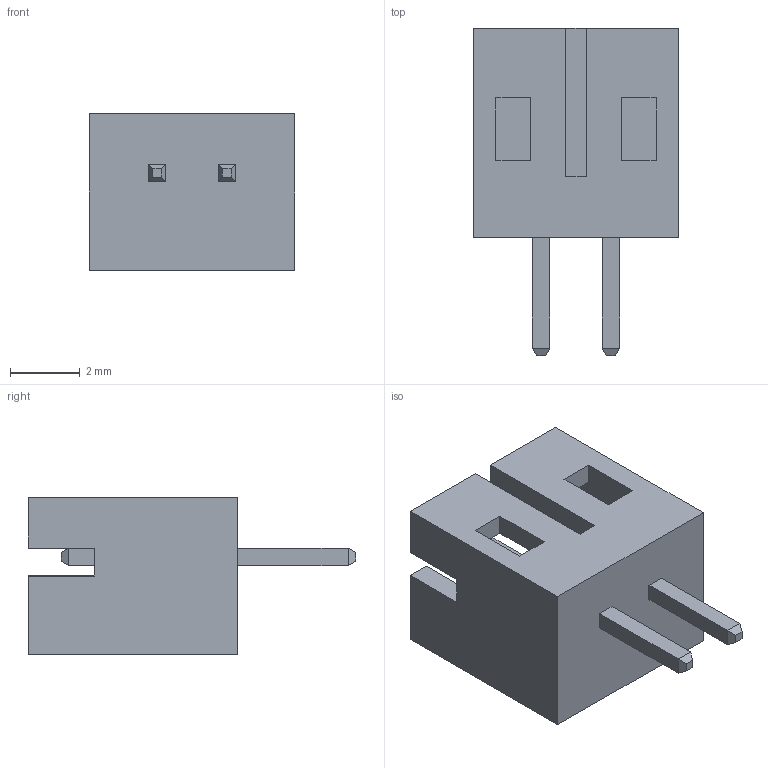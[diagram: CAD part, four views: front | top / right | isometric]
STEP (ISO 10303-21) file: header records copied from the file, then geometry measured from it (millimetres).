
FILE_DESCRIPTION (( 'STEP AP214' ), '1' );
FILE_NAME ('90609788-071C-4351-8A68-7385504FEB98.STEP', '2024-12-27T00:52:21', ( '' ), ( '' ), 'SwSTEP 2.0', 'SolidWorks 2022', '' );
FILE_SCHEMA (( 'AUTOMOTIVE_DESIGN' ));
Length unit declared in the file: millimetre
Products named in the file (1): 90609788-071C-4351-8A68-7385504FEB98
Bounding box: 5.9 x 9.4 x 4.5 mm (x, y, z)
Volume: 88.5 mm3; surface area: 272.9 mm2
Topology: 5 solids, 5 shells, 68 faces, 164 edges, 104 vertices
Faces by surface type: plane 68
Entity records: 1998 total; most frequent: CARTESIAN_POINT 337, ORIENTED_EDGE 328, DIRECTION 302, LINE 164, VECTOR 164, EDGE_CURVE 164, VERTEX_POINT 104, EDGE_LOOP 70
